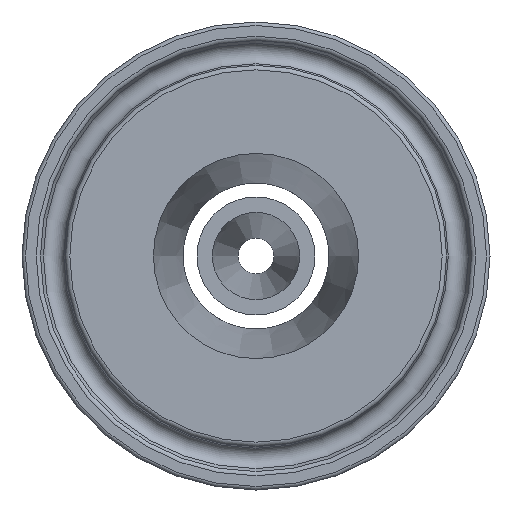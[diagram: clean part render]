
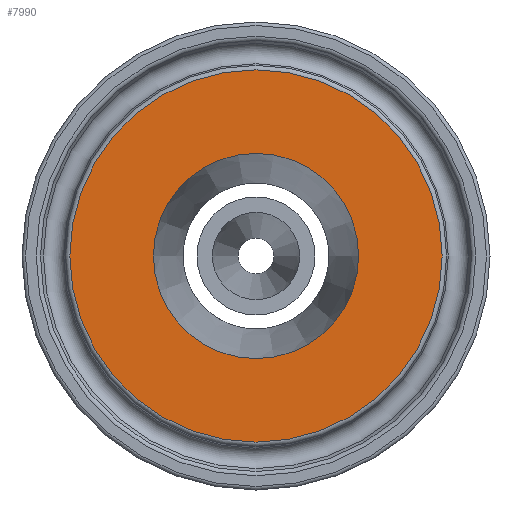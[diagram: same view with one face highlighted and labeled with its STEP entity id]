
A CAD part, left-side view. The second image highlights one B-rep face of the part: STEP entity #7990.
In plain terms, the highlighted planar face has unit normal (-1, 0, 0).
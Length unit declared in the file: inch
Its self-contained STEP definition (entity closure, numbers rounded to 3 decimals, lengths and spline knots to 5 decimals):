
#124=FACE_BOUND('',#1386,.T.);
#325=PLANE('',#8578);
#911=FACE_OUTER_BOUND('',#1385,.T.);
#1385=EDGE_LOOP('',(#7409,#7410));
#1386=EDGE_LOOP('',(#7411,#7412));
#2732=CIRCLE('',#8556,0.435);
#2733=CIRCLE('',#8557,0.435);
#2741=CIRCLE('',#8568,0.78916);
#2746=CIRCLE('',#8573,0.78916);
#3867=VERTEX_POINT('',#17335);
#3868=VERTEX_POINT('',#17337);
#3875=VERTEX_POINT('',#17357);
#3876=VERTEX_POINT('',#17358);
#5046=EDGE_CURVE('',#3868,#3867,#2732,.T.);
#5047=EDGE_CURVE('',#3867,#3868,#2733,.T.);
#5056=EDGE_CURVE('',#3875,#3876,#2741,.T.);
#5061=EDGE_CURVE('',#3876,#3875,#2746,.T.);
#7409=ORIENTED_EDGE('',*,*,#5056,.F.);
#7410=ORIENTED_EDGE('',*,*,#5061,.F.);
#7411=ORIENTED_EDGE('',*,*,#5046,.T.);
#7412=ORIENTED_EDGE('',*,*,#5047,.T.);
#7990=ADVANCED_FACE('',(#911,#124),#325,.T.);
#8556=AXIS2_PLACEMENT_3D('',#17338,#10222,#10223);
#8557=AXIS2_PLACEMENT_3D('',#17339,#10224,#10225);
#8568=AXIS2_PLACEMENT_3D('',#17359,#10247,#10248);
#8573=AXIS2_PLACEMENT_3D('',#17367,#10257,#10258);
#8578=AXIS2_PLACEMENT_3D('',#17376,#10268,#10269);
#10222=DIRECTION('center_axis',(1.,0.,0.));
#10223=DIRECTION('ref_axis',(0.,0.,
-1.));
#10224=DIRECTION('center_axis',(1.,0.,0.));
#10225=DIRECTION('ref_axis',(0.,0.,
-1.));
#10247=DIRECTION('center_axis',(1.,0.,0.));
#10248=DIRECTION('ref_axis',(0.,-1.,0.));
#10257=DIRECTION('center_axis',(1.,0.,0.));
#10258=DIRECTION('ref_axis',(0.,-1.,0.));
#10268=DIRECTION('center_axis',(-1.,0.,0.));
#10269=DIRECTION('ref_axis',(0.,0.,
1.));
#17335=CARTESIAN_POINT('',(0.55662,-0.435,0.));
#17337=CARTESIAN_POINT('',(0.55662,0.435,0.));
#17338=CARTESIAN_POINT('Origin',(0.55662,0.,
0.));
#17339=CARTESIAN_POINT('Origin',(0.55662,0.,
0.));
#17357=CARTESIAN_POINT('',(0.55662,0.78916,0.));
#17358=CARTESIAN_POINT('',(0.55662,0.,-0.78916));
#17359=CARTESIAN_POINT('Origin',(0.55662,0.,
0.));
#17367=CARTESIAN_POINT('Origin',(0.55662,0.,
0.));
#17376=CARTESIAN_POINT('Origin',(0.55662,0.80316,0.));
